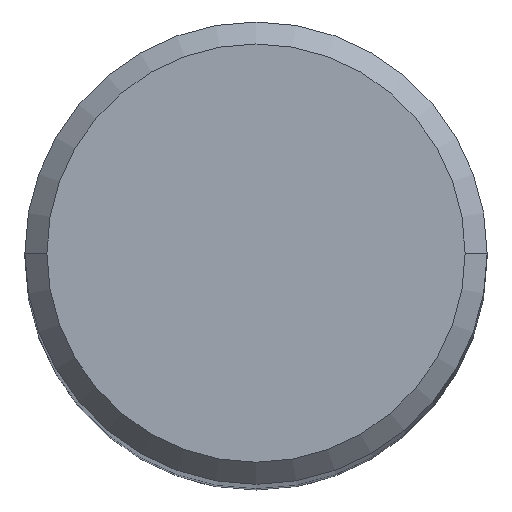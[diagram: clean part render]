
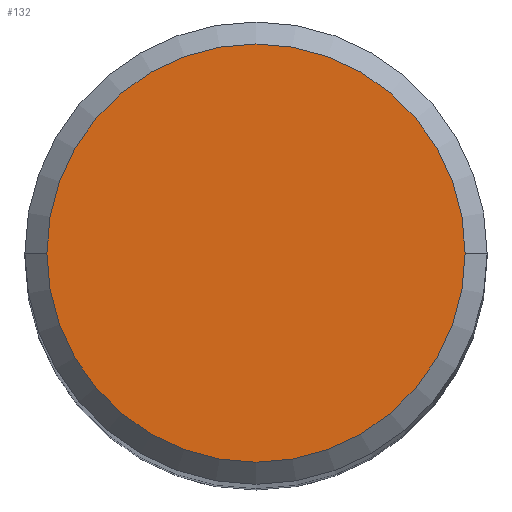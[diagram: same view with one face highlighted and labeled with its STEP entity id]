
A CAD part, top view. The second image highlights one B-rep face of the part: STEP entity #132.
In plain terms, the highlighted planar face has unit normal (0, 0, 1).
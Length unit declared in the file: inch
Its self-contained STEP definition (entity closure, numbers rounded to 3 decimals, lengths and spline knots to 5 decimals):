
#25 = AXIS2_PLACEMENT_3D ( 'NONE', #223, #193, #315 ) ;
#27 = EDGE_CURVE ( 'NONE', #282, #213, #214, .T. ) ;
#29 = DIRECTION ( 'NONE',  ( 0., 0., 1. ) ) ;
#45 = PLANE ( 'NONE',  #25 ) ;
#90 = DIRECTION ( 'NONE',  ( 0., 0., 1. ) ) ;
#108 = ORIENTED_EDGE ( 'NONE', *, *, #126, .T. ) ;
#126 = EDGE_CURVE ( 'NONE', #213, #282, #230, .T. ) ;
#132 = ADVANCED_FACE ( 'NONE', ( #192 ), #45, .T. ) ;
#177 = CARTESIAN_POINT ( 'NONE',  ( -0.14248, 0., 2.48032 ) ) ;
#179 = AXIS2_PLACEMENT_3D ( 'NONE', #323, #90, #240 ) ;
#192 = FACE_OUTER_BOUND ( 'NONE', #237, .T. ) ;
#193 = DIRECTION ( 'NONE',  ( 0., 0., 1. ) ) ;
#213 = VERTEX_POINT ( 'NONE', #218 ) ;
#214 = CIRCLE ( 'NONE', #321, 0.14248 ) ;
#218 = CARTESIAN_POINT ( 'NONE',  ( 0.14248, 0., 2.48032 ) ) ;
#223 = CARTESIAN_POINT ( 'NONE',  ( 0., 0., 2.48032 ) ) ;
#230 = CIRCLE ( 'NONE', #179, 0.14248 ) ;
#237 = EDGE_LOOP ( 'NONE', ( #304, #108 ) ) ;
#240 = DIRECTION ( 'NONE',  ( 1., 0., 0. ) ) ;
#254 = CARTESIAN_POINT ( 'NONE',  ( 0., 0., 2.48032 ) ) ;
#282 = VERTEX_POINT ( 'NONE', #177 ) ;
#300 = DIRECTION ( 'NONE',  ( 1., 0., 0. ) ) ;
#304 = ORIENTED_EDGE ( 'NONE', *, *, #27, .T. ) ;
#315 = DIRECTION ( 'NONE',  ( 1., 0., 0. ) ) ;
#321 = AXIS2_PLACEMENT_3D ( 'NONE', #254, #29, #300 ) ;
#323 = CARTESIAN_POINT ( 'NONE',  ( 0., 0., 2.48032 ) ) ;
